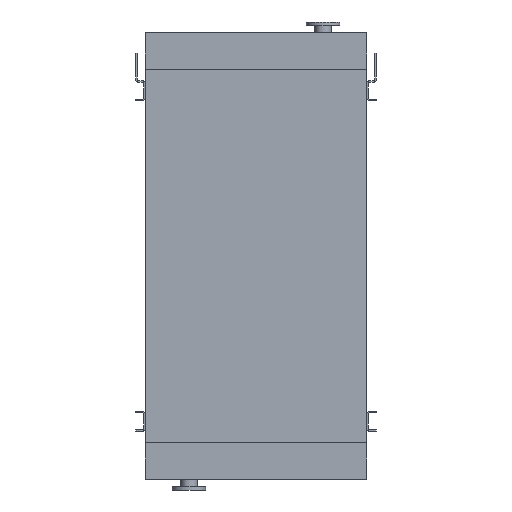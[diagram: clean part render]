
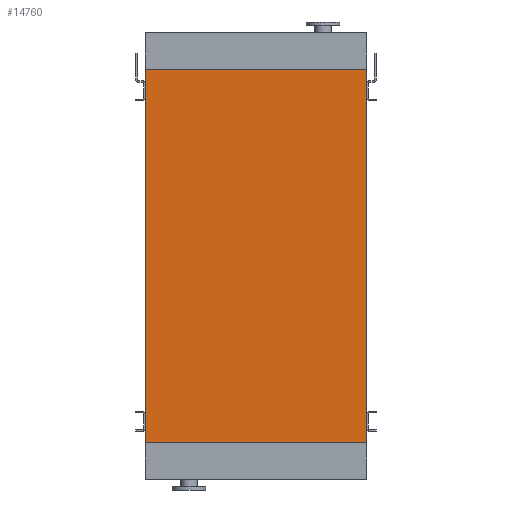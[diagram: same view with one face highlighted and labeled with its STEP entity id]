
A CAD part, front view. The second image highlights one B-rep face of the part: STEP entity #14760.
In plain terms, the highlighted planar face has unit normal (0, -1, 0).
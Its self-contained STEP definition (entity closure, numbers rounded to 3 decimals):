
#334 = CARTESIAN_POINT ( 'NONE',  ( 725., 0., -2450. ) ) ;
#968 = VERTEX_POINT ( 'NONE', #15244 ) ;
#1840 = VECTOR ( 'NONE', #7885, 1000. ) ;
#2686 = LINE ( 'NONE', #13381, #5942 ) ;
#2804 = ORIENTED_EDGE ( 'NONE', *, *, #15205, .T. ) ;
#3264 = DIRECTION ( 'NONE',  ( 1., 0., 0. ) ) ;
#3673 = CARTESIAN_POINT ( 'NONE',  ( -725., 0., -2450. ) ) ;
#3675 = DIRECTION ( 'NONE',  ( 0., 0., 1. ) ) ;
#3726 = DIRECTION ( 'NONE',  ( 0., -1., 0. ) ) ;
#4104 = VERTEX_POINT ( 'NONE', #12864 ) ;
#4957 = CARTESIAN_POINT ( 'NONE',  ( -725., 0., -2450. ) ) ;
#5104 = LINE ( 'NONE', #12666, #1840 ) ;
#5942 = VECTOR ( 'NONE', #3675, 1000. ) ;
#6920 = EDGE_LOOP ( 'NONE', ( #10643, #12257, #2804, #12922 ) ) ;
#7817 = EDGE_CURVE ( 'NONE', #968, #4104, #10619, .T. ) ;
#7885 = DIRECTION ( 'NONE',  ( 1., 0., 0. ) ) ;
#8568 = EDGE_CURVE ( 'NONE', #4104, #9745, #5104, .T. ) ;
#8585 = PLANE ( 'NONE',  #13315 ) ;
#9295 = VECTOR ( 'NONE', #3264, 1000. ) ;
#9745 = VERTEX_POINT ( 'NONE', #11278 ) ;
#9762 = VERTEX_POINT ( 'NONE', #334 ) ;
#9840 = DIRECTION ( 'NONE',  ( 0., 0., 1. ) ) ;
#10243 = VECTOR ( 'NONE', #9840, 1000. ) ;
#10245 = FACE_OUTER_BOUND ( 'NONE', #6920, .T. ) ;
#10557 = CARTESIAN_POINT ( 'NONE',  ( -725., 0., -2450. ) ) ;
#10619 = LINE ( 'NONE', #4957, #10243 ) ;
#10643 = ORIENTED_EDGE ( 'NONE', *, *, #8568, .F. ) ;
#11278 = CARTESIAN_POINT ( 'NONE',  ( 725., 0., 0. ) ) ;
#12230 = DIRECTION ( 'NONE',  ( 0., 0., -1. ) ) ;
#12257 = ORIENTED_EDGE ( 'NONE', *, *, #7817, .F. ) ;
#12666 = CARTESIAN_POINT ( 'NONE',  ( -725., 0., 0. ) ) ;
#12864 = CARTESIAN_POINT ( 'NONE',  ( -725., 0., 0. ) ) ;
#12922 = ORIENTED_EDGE ( 'NONE', *, *, #13298, .T. ) ;
#13298 = EDGE_CURVE ( 'NONE', #9762, #9745, #2686, .T. ) ;
#13315 = AXIS2_PLACEMENT_3D ( 'NONE', #3673, #3726, #12230 ) ;
#13381 = CARTESIAN_POINT ( 'NONE',  ( 725., 0., -2450. ) ) ;
#14760 = ADVANCED_FACE ( 'NONE', ( #10245 ), #8585, .T. ) ;
#15205 = EDGE_CURVE ( 'NONE', #968, #9762, #15305, .T. ) ;
#15244 = CARTESIAN_POINT ( 'NONE',  ( -725., 0., -2450. ) ) ;
#15305 = LINE ( 'NONE', #10557, #9295 ) ;
